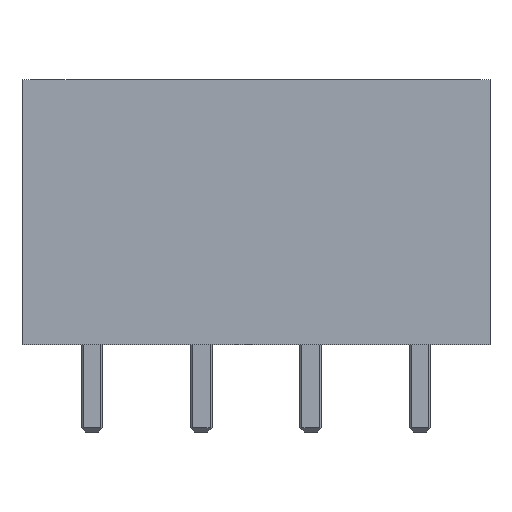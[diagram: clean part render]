
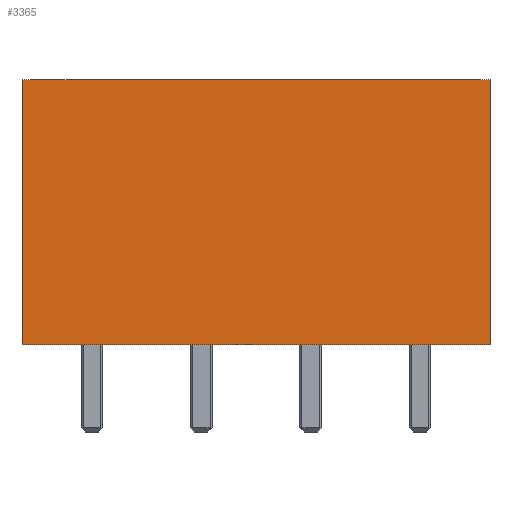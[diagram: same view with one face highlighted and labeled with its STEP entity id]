
A CAD part, front view. The second image highlights one B-rep face of the part: STEP entity #3365.
In plain terms, the highlighted planar face has unit normal (0, -1, 0).
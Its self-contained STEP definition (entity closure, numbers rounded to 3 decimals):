
#101 = CARTESIAN_POINT ( 'NONE',  ( -10.7, -4.1, 0. ) ) ;
#135 = LINE ( 'NONE', #101, #4960 ) ;
#758 = DIRECTION ( 'NONE',  ( 0., 0., -1. ) ) ;
#912 = PLANE ( 'NONE',  #3776 ) ;
#1058 = LINE ( 'NONE', #4935, #4519 ) ;
#1499 = VECTOR ( 'NONE', #2230, 1000. ) ;
#1516 = ORIENTED_EDGE ( 'NONE', *, *, #1672, .T. ) ;
#1653 = LINE ( 'NONE', #2204, #1499 ) ;
#1657 = CARTESIAN_POINT ( 'NONE',  ( 10.7, -4.1, 12.1 ) ) ;
#1672 = EDGE_CURVE ( 'NONE', #3414, #4611, #1653, .T. ) ;
#1805 = EDGE_CURVE ( 'NONE', #3414, #3968, #5626, .T. ) ;
#1897 = CARTESIAN_POINT ( 'NONE',  ( -10.7, -4.1, 12.1 ) ) ;
#2026 = ORIENTED_EDGE ( 'NONE', *, *, #2108, .F. ) ;
#2098 = EDGE_LOOP ( 'NONE', ( #3971, #2026, #3558, #1516 ) ) ;
#2108 = EDGE_CURVE ( 'NONE', #3968, #3390, #1058, .T. ) ;
#2204 = CARTESIAN_POINT ( 'NONE',  ( -10.7, -4.1, 12.1 ) ) ;
#2230 = DIRECTION ( 'NONE',  ( 0., 0., -1. ) ) ;
#2378 = DIRECTION ( 'NONE',  ( 0., 1., 0. ) ) ;
#2833 = DIRECTION ( 'NONE',  ( 0., 0., 1. ) ) ;
#3275 = CARTESIAN_POINT ( 'NONE',  ( 10.7, -4.1, 0. ) ) ;
#3365 = ADVANCED_FACE ( 'NONE', ( #5479 ), #912, .F. ) ;
#3390 = VERTEX_POINT ( 'NONE', #3275 ) ;
#3414 = VERTEX_POINT ( 'NONE', #5199 ) ;
#3558 = ORIENTED_EDGE ( 'NONE', *, *, #1805, .F. ) ;
#3776 = AXIS2_PLACEMENT_3D ( 'NONE', #5637, #2378, #2833 ) ;
#3968 = VERTEX_POINT ( 'NONE', #1657 ) ;
#3971 = ORIENTED_EDGE ( 'NONE', *, *, #5011, .T. ) ;
#4002 = CARTESIAN_POINT ( 'NONE',  ( -10.7, -4.1, 0. ) ) ;
#4519 = VECTOR ( 'NONE', #758, 1000. ) ;
#4611 = VERTEX_POINT ( 'NONE', #4002 ) ;
#4686 = VECTOR ( 'NONE', #5653, 1000. ) ;
#4863 = DIRECTION ( 'NONE',  ( 1., 0., 0. ) ) ;
#4935 = CARTESIAN_POINT ( 'NONE',  ( 10.7, -4.1, 12.1 ) ) ;
#4960 = VECTOR ( 'NONE', #4863, 1000. ) ;
#5011 = EDGE_CURVE ( 'NONE', #4611, #3390, #135, .T. ) ;
#5199 = CARTESIAN_POINT ( 'NONE',  ( -10.7, -4.1, 12.1 ) ) ;
#5479 = FACE_OUTER_BOUND ( 'NONE', #2098, .T. ) ;
#5626 = LINE ( 'NONE', #1897, #4686 ) ;
#5637 = CARTESIAN_POINT ( 'NONE',  ( -10.7, -4.1, 12.1 ) ) ;
#5653 = DIRECTION ( 'NONE',  ( 1., 0., 0. ) ) ;
